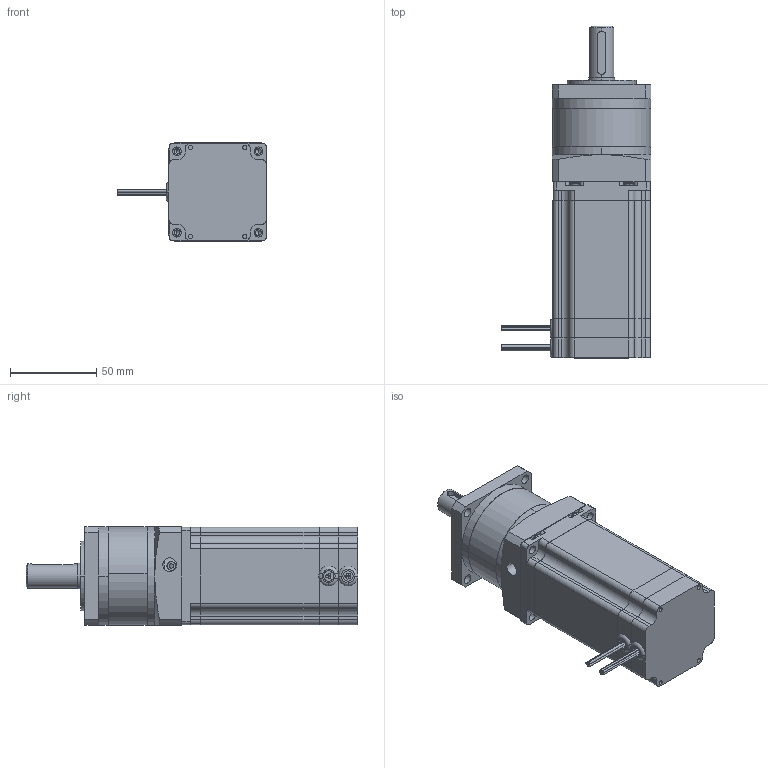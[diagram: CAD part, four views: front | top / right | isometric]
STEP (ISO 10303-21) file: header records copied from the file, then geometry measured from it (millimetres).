
FILE_DESCRIPTION (( 'STEP AP214' ), '1' );
FILE_NAME ('57BLF-AG.STEP', '2022-03-09T07:09:53', ( '' ), ( '' ), 'SwSTEP 2.0', 'SolidWorks 2020', '' );
FILE_SCHEMA (( 'AUTOMOTIVE_DESIGN' ));
Length unit declared in the file: millimetre
Products named in the file (19): 57H276A-8-20粣; deep groove ball bearings gb_Rolling bearings 16002 GB 276-94; hexagon socket head cap screws gb_GB_FASTENER_SCREWS_HSHCS M4X8-N; 57綴傷裔; FLF57-10; 57BLF; FL綴傷裔; 57ヶ傷裔; 57BLF-AG; 盄旰2; 萇儂盄旰; M3蹟隊; circlips for shaft--type a large gb_GB_CONNECTING_PIECE_RING_RRA 15; FL儂旯; 57隅赽53; FLヶ傷裔; 57綴傷裔01; 薊粣ん; FL堤粣
Assembly tree (28 placements, depth 3):
  57BLF-AG
    57BLF
      57隅赽53
      57綴傷裔
      57ヶ傷裔
      57H276A-8-20粣
      M3蹟隊  x4
      57綴傷裔01
      盄旰2
      萇儂盄旰
    FLF57-10
      FLヶ傷裔
      薊粣ん
      FL綴傷裔
      FL堤粣
      FL儂旯
      circlips for shaft--type a large gb_GB_CONNECTING_PIECE_RING_RRA 15
      deep groove ball bearings gb_Rolling bearings 16002 GB 276-94
      hexagon socket head cap screws gb_GB_FASTENER_SCREWS_HSHCS M4X8-N  x8
Bounding box: 86.7 x 192 x 57 mm (x, y, z)
Volume: 441891 mm3; surface area: 97629.4 mm2
Topology: 32 solids, 32 shells, 829 faces, 2251 edges, 1438 vertices
Faces by surface type: cylinder 325, plane 316, torus 96, cone 60, sphere 32
Entity records: 22578 total; most frequent: CARTESIAN_POINT 5194, DIRECTION 3293, ORIENTED_EDGE 3144, EDGE_CURVE 1572, AXIS2_PLACEMENT_3D 1356, VERTEX_POINT 1035, CIRCLE 741, EDGE_LOOP 677
